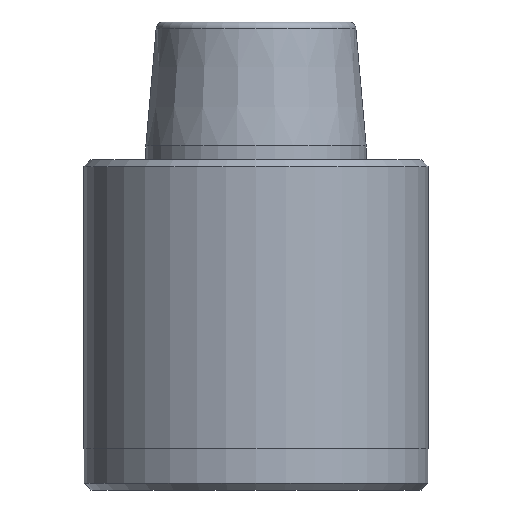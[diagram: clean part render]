
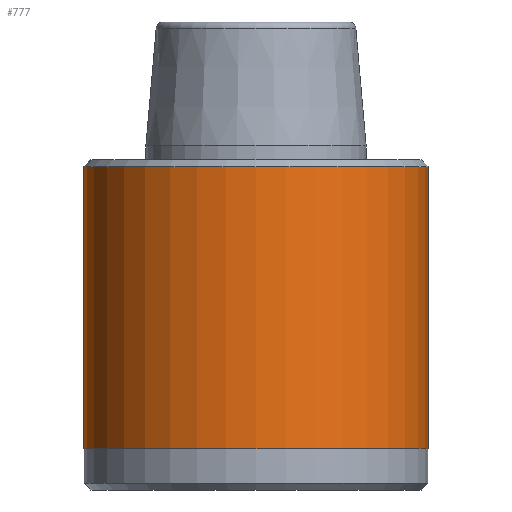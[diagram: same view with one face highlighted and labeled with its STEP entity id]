
A CAD part, front view. The second image highlights one B-rep face of the part: STEP entity #777.
In plain terms, the highlighted cylindrical face has radius 12.5 mm (diameter 25 mm), a partial arc.
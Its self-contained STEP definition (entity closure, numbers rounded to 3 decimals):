
#35 = EDGE_CURVE ( 'NONE', #482, #139, #1010, .T. ) ;
#85 = DIRECTION ( 'NONE',  ( 0., 0., 1. ) ) ;
#93 = EDGE_CURVE ( 'NONE', #319, #139, #905, .T. ) ;
#139 = VERTEX_POINT ( 'NONE', #945 ) ;
#169 = CYLINDRICAL_SURFACE ( 'NONE', #343, 12.5 ) ;
#252 = FACE_OUTER_BOUND ( 'NONE', #840, .T. ) ;
#299 = CARTESIAN_POINT ( 'NONE',  ( -12.5, 0., -22. ) ) ;
#319 = VERTEX_POINT ( 'NONE', #434 ) ;
#343 = AXIS2_PLACEMENT_3D ( 'NONE', #1090, #529, #978 ) ;
#414 = CARTESIAN_POINT ( 'NONE',  ( 0., 0., -1.5 ) ) ;
#434 = CARTESIAN_POINT ( 'NONE',  ( 12.5, 0., -1.5 ) ) ;
#482 = VERTEX_POINT ( 'NONE', #299 ) ;
#514 = EDGE_CURVE ( 'NONE', #680, #319, #878, .T. ) ;
#526 = DIRECTION ( 'NONE',  ( -1., 0., 0. ) ) ;
#529 = DIRECTION ( 'NONE',  ( 0., 0., 1. ) ) ;
#581 = ORIENTED_EDGE ( 'NONE', *, *, #93, .T. ) ;
#653 = CARTESIAN_POINT ( 'NONE',  ( 0., 0., -22. ) ) ;
#668 = AXIS2_PLACEMENT_3D ( 'NONE', #653, #1066, #1281 ) ;
#680 = VERTEX_POINT ( 'NONE', #1119 ) ;
#777 = ADVANCED_FACE ( 'NONE', ( #252 ), #169, .T. ) ;
#840 = EDGE_LOOP ( 'NONE', ( #920, #1138, #1081, #581 ) ) ;
#878 = LINE ( 'NONE', #1271, #1067 ) ;
#905 = CIRCLE ( 'NONE', #1234, 12.5 ) ;
#920 = ORIENTED_EDGE ( 'NONE', *, *, #35, .F. ) ;
#945 = CARTESIAN_POINT ( 'NONE',  ( -12.5, 0., -1.5 ) ) ;
#978 = DIRECTION ( 'NONE',  ( 1., 0., 0. ) ) ;
#1010 = LINE ( 'NONE', #1164, #1225 ) ;
#1066 = DIRECTION ( 'NONE',  ( 0., 0., 1. ) ) ;
#1067 = VECTOR ( 'NONE', #1304, 1000. ) ;
#1081 = ORIENTED_EDGE ( 'NONE', *, *, #514, .T. ) ;
#1090 = CARTESIAN_POINT ( 'NONE',  ( 0., 0., -25. ) ) ;
#1119 = CARTESIAN_POINT ( 'NONE',  ( 12.5, 0., -22. ) ) ;
#1138 = ORIENTED_EDGE ( 'NONE', *, *, #1320, .T. ) ;
#1164 = CARTESIAN_POINT ( 'NONE',  ( -12.5, 0., -25. ) ) ;
#1181 = DIRECTION ( 'NONE',  ( 0., 0., -1. ) ) ;
#1225 = VECTOR ( 'NONE', #85, 1000. ) ;
#1234 = AXIS2_PLACEMENT_3D ( 'NONE', #414, #1181, #526 ) ;
#1271 = CARTESIAN_POINT ( 'NONE',  ( 12.5, 0., -25. ) ) ;
#1281 = DIRECTION ( 'NONE',  ( 1., 0., 0. ) ) ;
#1304 = DIRECTION ( 'NONE',  ( 0., 0., 1. ) ) ;
#1312 = CIRCLE ( 'NONE', #668, 12.5 ) ;
#1320 = EDGE_CURVE ( 'NONE', #482, #680, #1312, .T. ) ;
